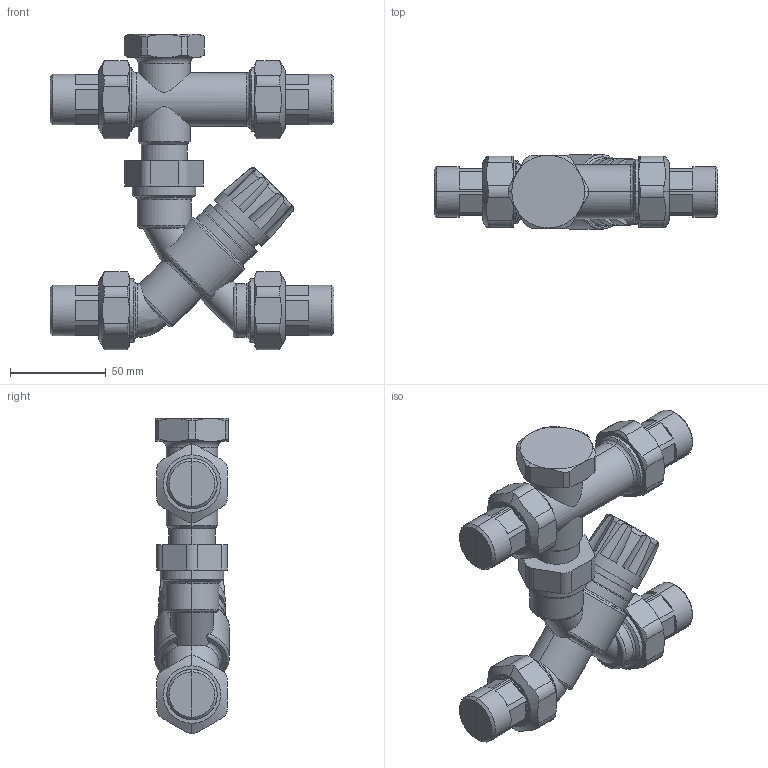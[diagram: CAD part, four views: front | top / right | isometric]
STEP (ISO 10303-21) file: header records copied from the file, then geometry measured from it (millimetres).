
FILE_DESCRIPTION(/* description */ (''),/* implementation_level */ '2;1');
FILE_NAME(/* name */ '520150 (STP).stp',/* time_stamp */ '2017-07-26T08:47:25+02:00',/* author */ ('ufftec'),/* organization */ (''),/* preprocessor_version */ 'ST-DEVELOPER v15.2',/* originating_system */ 'Autodesk Inventor 2014',/* authorisation */ '');
FILE_SCHEMA (('AUTOMOTIVE_DESIGN { 1 0 10303 214 3 1 1 }'));
Length unit declared in the file: millimetre
Products named in the file (7): Parte3; Parte5; Parte7; Parte9; Parte11; Parte13; Assieme1
Bounding box: 148 x 38.96 x 164.36 mm (x, y, z)
Volume: 348440.4 mm3; surface area: 63912.9 mm2
Topology: 8 solids, 8 shells, 370 faces, 908 edges, 583 vertices
Faces by surface type: plane 170, cylinder 90, cone 76, torus 28, bspline 6
Entity records: 12636 total; most frequent: CARTESIAN_POINT 4433, ORIENTED_EDGE 1812, DIRECTION 1520, EDGE_CURVE 906, AXIS2_PLACEMENT_3D 598, VERTEX_POINT 583, EDGE_LOOP 401, FACE_OUTER_BOUND 370
